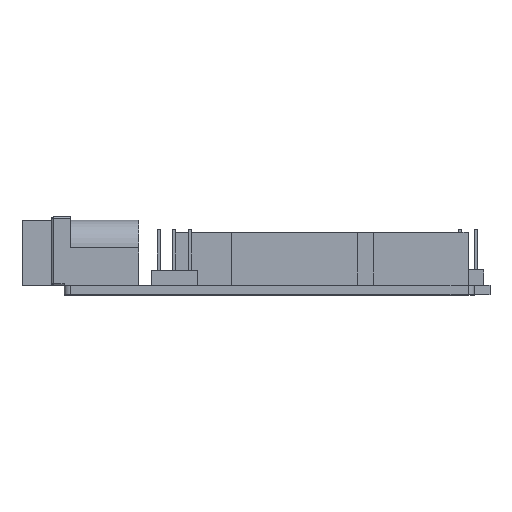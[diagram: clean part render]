
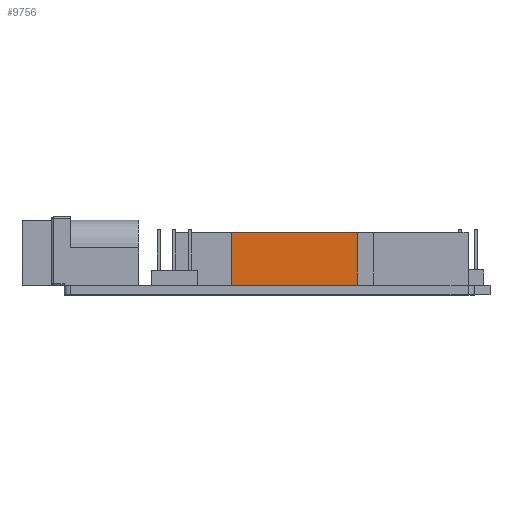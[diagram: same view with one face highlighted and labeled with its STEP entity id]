
A CAD part, top view. The second image highlights one B-rep face of the part: STEP entity #9756.
In plain terms, the highlighted planar face has unit normal (0, 0, 1).
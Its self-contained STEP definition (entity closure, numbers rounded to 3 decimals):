
#50 = EDGE_CURVE ( 'NONE', #11304, #3157, #2752, .T. ) ;
#106 = EDGE_CURVE ( 'NONE', #11304, #6941, #12413, .T. ) ;
#134 = ORIENTED_EDGE ( 'NONE', *, *, #106, .T. ) ;
#305 = DIRECTION ( 'NONE',  ( 0., -1., 0. ) ) ;
#460 = VECTOR ( 'NONE', #9580, 1000. ) ;
#872 = CARTESIAN_POINT ( 'NONE',  ( 14.25, 1.5, 25.7 ) ) ;
#971 = DIRECTION ( 'NONE',  ( 0., 0., -1. ) ) ;
#1725 = CARTESIAN_POINT ( 'NONE',  ( 14.25, 10., 25.7 ) ) ;
#2052 = CARTESIAN_POINT ( 'NONE',  ( 14.25, 10., 25.7 ) ) ;
#2308 = ORIENTED_EDGE ( 'NONE', *, *, #11923, .T. ) ;
#2752 = LINE ( 'NONE', #1725, #460 ) ;
#3157 = VERTEX_POINT ( 'NONE', #9266 ) ;
#3287 = CARTESIAN_POINT ( 'NONE',  ( 14.25, 1.5, 25.7 ) ) ;
#3771 = VECTOR ( 'NONE', #5097, 1000. ) ;
#3888 = LINE ( 'NONE', #7065, #9720 ) ;
#4062 = CARTESIAN_POINT ( 'NONE',  ( -6.07, 1.5, 25.7 ) ) ;
#5097 = DIRECTION ( 'NONE',  ( 0., -1., 0. ) ) ;
#5809 = VERTEX_POINT ( 'NONE', #872 ) ;
#6600 = PLANE ( 'NONE',  #13711 ) ;
#6843 = ORIENTED_EDGE ( 'NONE', *, *, #50, .F. ) ;
#6941 = VERTEX_POINT ( 'NONE', #4062 ) ;
#7065 = CARTESIAN_POINT ( 'NONE',  ( 14.25, 10., 25.7 ) ) ;
#7626 = DIRECTION ( 'NONE',  ( -1., 0., 0. ) ) ;
#8283 = FACE_OUTER_BOUND ( 'NONE', #12636, .T. ) ;
#9266 = CARTESIAN_POINT ( 'NONE',  ( 14.25, 10., 25.7 ) ) ;
#9510 = VECTOR ( 'NONE', #12028, 1000. ) ;
#9580 = DIRECTION ( 'NONE',  ( 1., 0., 0. ) ) ;
#9627 = CARTESIAN_POINT ( 'NONE',  ( -6.07, 10., 25.7 ) ) ;
#9720 = VECTOR ( 'NONE', #305, 1000. ) ;
#9756 = ADVANCED_FACE ( 'NONE', ( #8283 ), #6600, .F. ) ;
#10865 = ORIENTED_EDGE ( 'NONE', *, *, #12695, .F. ) ;
#11304 = VERTEX_POINT ( 'NONE', #9627 ) ;
#11774 = LINE ( 'NONE', #3287, #9510 ) ;
#11923 = EDGE_CURVE ( 'NONE', #6941, #5809, #11774, .T. ) ;
#12028 = DIRECTION ( 'NONE',  ( 1., 0., 0. ) ) ;
#12413 = LINE ( 'NONE', #12837, #3771 ) ;
#12636 = EDGE_LOOP ( 'NONE', ( #2308, #10865, #6843, #134 ) ) ;
#12695 = EDGE_CURVE ( 'NONE', #3157, #5809, #3888, .T. ) ;
#12837 = CARTESIAN_POINT ( 'NONE',  ( -6.07, 10., 25.7 ) ) ;
#13711 = AXIS2_PLACEMENT_3D ( 'NONE', #2052, #971, #7626 ) ;
